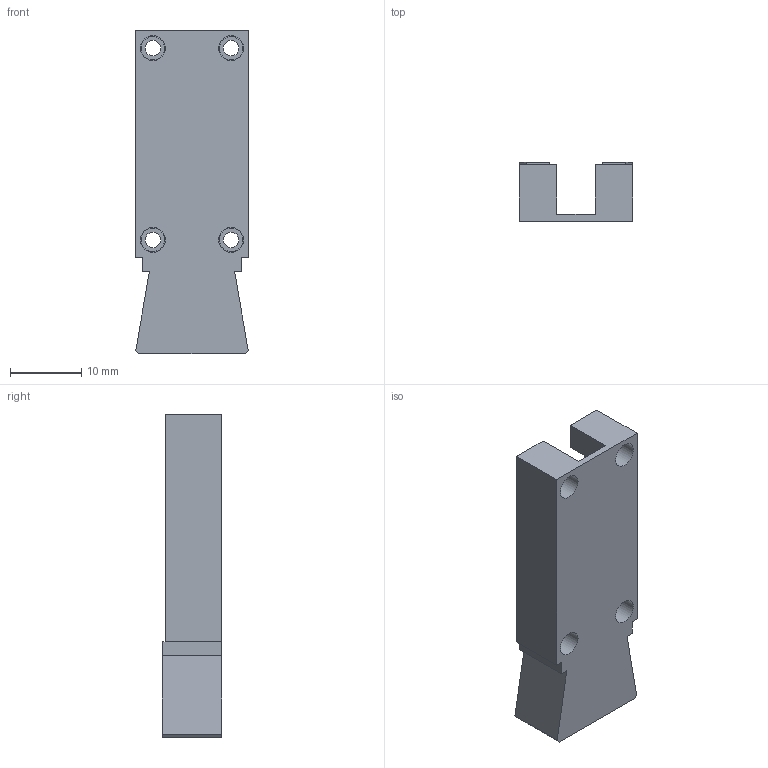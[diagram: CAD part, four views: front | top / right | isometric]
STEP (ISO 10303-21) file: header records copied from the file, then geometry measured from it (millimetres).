
FILE_DESCRIPTION(/* description */ (''),/* implementation_level */ '2;1');
FILE_NAME(/* name */ 'SwitchLeverUnit_LowerCase.stp',/* time_stamp */ '2025-03-15T21:33:30+09:00',/* author */ ('kumagai'),/* organization */ (''),/* preprocessor_version */ 'ST-DEVELOPER v20',/* originating_system */ 'Autodesk Inventor 2025',/* authorisation */ '');
FILE_SCHEMA (('AUTOMOTIVE_DESIGN { 1 0 10303 214 3 1 1 }'));
Length unit declared in the file: millimetre
Products named in the file (1): SwitchLeverUnit_LowerCase
Bounding box: 16 x 8.4 x 45.5 mm (x, y, z)
Volume: 3045.5 mm3; surface area: 3256.9 mm2
Topology: 1 solids, 1 shells, 64 faces, 158 edges, 104 vertices
Faces by surface type: plane 46, cylinder 18
Full cylindrical faces by diameter (mm): 2.2 x4, 3.3 x4, 3.5 x4
Entity records: 1945 total; most frequent: CARTESIAN_POINT 327, DIRECTION 324, ORIENTED_EDGE 316, EDGE_CURVE 158, LINE 122, VECTOR 122, VERTEX_POINT 104, AXIS2_PLACEMENT_3D 101
